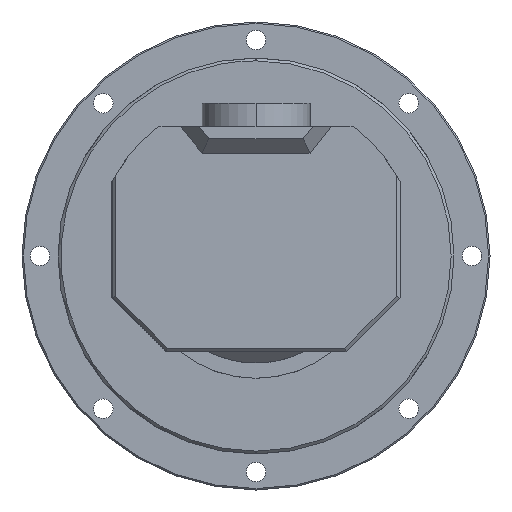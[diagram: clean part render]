
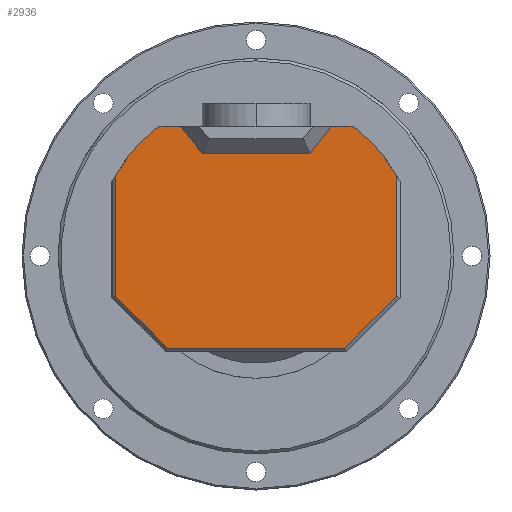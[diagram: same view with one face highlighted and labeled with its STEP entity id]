
A CAD part, left-side view. The second image highlights one B-rep face of the part: STEP entity #2936.
In plain terms, the highlighted planar face has unit normal (-1, 0, 0).
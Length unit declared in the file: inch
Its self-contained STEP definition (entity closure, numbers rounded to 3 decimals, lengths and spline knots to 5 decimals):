
#32 = CARTESIAN_POINT ( 'NONE',  ( -1.35018, -0.52457, 0.90066 ) ) ;
#71 = CARTESIAN_POINT ( 'NONE',  ( -1.35018, -0.97501, -0.28003 ) ) ;
#88 = VERTEX_POINT ( 'NONE', #6398 ) ;
#123 = VECTOR ( 'NONE', #3069, 39.37008 ) ;
#151 = VECTOR ( 'NONE', #5163, 39.37008 ) ;
#205 = VECTOR ( 'NONE', #8582, 39.37008 ) ;
#206 = LINE ( 'NONE', #4473, #2322 ) ;
#216 = EDGE_CURVE ( 'NONE', #7480, #6060, #292, .T. ) ;
#292 = LINE ( 'NONE', #1058, #123 ) ;
#717 = ORIENTED_EDGE ( 'NONE', *, *, #4082, .T. ) ;
#884 = VECTOR ( 'NONE', #1291, 39.37008 ) ;
#956 = CARTESIAN_POINT ( 'NONE',  ( -1.35018, 0.97499, 0. ) ) ;
#1058 = CARTESIAN_POINT ( 'NONE',  ( -1.35018, 0.37499, 0.71316 ) ) ;
#1199 = VECTOR ( 'NONE', #6148, 39.37008 ) ;
#1258 = ORIENTED_EDGE ( 'NONE', *, *, #3296, .T. ) ;
#1288 = DIRECTION ( 'NONE',  ( 1., 0., 0. ) ) ;
#1291 = DIRECTION ( 'NONE',  ( 0., 1., 0. ) ) ;
#1309 = ORIENTED_EDGE ( 'NONE', *, *, #6959, .T. ) ;
#1353 = ORIENTED_EDGE ( 'NONE', *, *, #2907, .T. ) ;
#1515 = VERTEX_POINT ( 'NONE', #8204 ) ;
#1749 = ORIENTED_EDGE ( 'NONE', *, *, #216, .T. ) ;
#1776 = LINE ( 'NONE', #6658, #6525 ) ;
#1777 = DIRECTION ( 'NONE',  ( 0., -0.707, 0.707 ) ) ;
#1795 = EDGE_CURVE ( 'NONE', #6073, #6460, #1776, .T. ) ;
#1958 = VERTEX_POINT ( 'NONE', #6160 ) ;
#1969 = CARTESIAN_POINT ( 'NONE',  ( -1.35018, -0.00001, 0. ) ) ;
#2022 = CARTESIAN_POINT ( 'NONE',  ( -1.35018, 0.99999, 0.90066 ) ) ;
#2106 = CIRCLE ( 'NONE', #5895, 1.125 ) ;
#2322 = VECTOR ( 'NONE', #1777, 39.37008 ) ;
#2667 = DIRECTION ( 'NONE',  ( 0., 0., -1. ) ) ;
#2696 = VERTEX_POINT ( 'NONE', #71 ) ;
#2868 = VECTOR ( 'NONE', #4374, 39.37008 ) ;
#2907 = EDGE_CURVE ( 'NONE', #4489, #2696, #206, .T. ) ;
#2925 = LINE ( 'NONE', #5677, #5962 ) ;
#2936 = ADVANCED_FACE ( 'NONE', ( #5088 ), #3111, .F. ) ;
#3020 = DIRECTION ( 'NONE',  ( 1., 0., 0. ) ) ;
#3069 = DIRECTION ( 'NONE',  ( 0., 1., 0. ) ) ;
#3099 = DIRECTION ( 'NONE',  ( 0., 0., -1. ) ) ;
#3107 = EDGE_CURVE ( 'NONE', #88, #7480, #2925, .T. ) ;
#3111 = PLANE ( 'NONE',  #6841 ) ;
#3250 = EDGE_CURVE ( 'NONE', #8233, #6073, #3777, .T. ) ;
#3296 = EDGE_CURVE ( 'NONE', #6460, #4489, #6429, .T. ) ;
#3373 = CARTESIAN_POINT ( 'NONE',  ( -1.35018, 0.97499, -0.28003 ) ) ;
#3510 = CARTESIAN_POINT ( 'NONE',  ( -1.35018, -0.61465, -0.64039 ) ) ;
#3710 = ORIENTED_EDGE ( 'NONE', *, *, #8091, .F. ) ;
#3777 = LINE ( 'NONE', #956, #7002 ) ;
#4066 = CARTESIAN_POINT ( 'NONE',  ( -1.35018, -0.97501, 0.56125 ) ) ;
#4070 = DIRECTION ( 'NONE',  ( 0., 0., -1. ) ) ;
#4082 = EDGE_CURVE ( 'NONE', #6367, #1958, #7686, .T. ) ;
#4219 = ORIENTED_EDGE ( 'NONE', *, *, #7466, .T. ) ;
#4374 = DIRECTION ( 'NONE',  ( 0., 0.624, 0.782 ) ) ;
#4380 = AXIS2_PLACEMENT_3D ( 'NONE', #6126, #8248, #2667 ) ;
#4473 = CARTESIAN_POINT ( 'NONE',  ( -1.35018, -0.62752, -0.62752 ) ) ;
#4489 = VERTEX_POINT ( 'NONE', #3510 ) ;
#5047 = ORIENTED_EDGE ( 'NONE', *, *, #3107, .T. ) ;
#5088 = FACE_OUTER_BOUND ( 'NONE', #5127, .T. ) ;
#5127 = EDGE_LOOP ( 'NONE', ( #1353, #1309, #3710, #4219, #5047, #1749, #6946, #717, #7802, #6456, #6196, #1258 ) ) ;
#5156 = EDGE_CURVE ( 'NONE', #8233, #1958, #7894, .T. ) ;
#5163 = DIRECTION ( 'NONE',  ( 0., -1., 0. ) ) ;
#5169 = CARTESIAN_POINT ( 'NONE',  ( -1.35018, 0.97499, 0.56125 ) ) ;
#5379 = LINE ( 'NONE', #5431, #1199 ) ;
#5431 = CARTESIAN_POINT ( 'NONE',  ( -1.35018, -0.97501, 0. ) ) ;
#5677 = CARTESIAN_POINT ( 'NONE',  ( -1.35018, -0.37501, 0.71316 ) ) ;
#5762 = VERTEX_POINT ( 'NONE', #4066 ) ;
#5895 = AXIS2_PLACEMENT_3D ( 'NONE', #1969, #1288, #4070 ) ;
#5897 = CARTESIAN_POINT ( 'NONE',  ( -1.35018, -0.00001, 0. ) ) ;
#5962 = VECTOR ( 'NONE', #6385, 39.37008 ) ;
#6060 = VERTEX_POINT ( 'NONE', #7580 ) ;
#6073 = VERTEX_POINT ( 'NONE', #3373 ) ;
#6126 = CARTESIAN_POINT ( 'NONE',  ( -1.35018, -0.00001, 0. ) ) ;
#6148 = DIRECTION ( 'NONE',  ( 0., 0., 1. ) ) ;
#6160 = CARTESIAN_POINT ( 'NONE',  ( -1.35018, 0.67411, 0.90066 ) ) ;
#6196 = ORIENTED_EDGE ( 'NONE', *, *, #1795, .T. ) ;
#6271 = LINE ( 'NONE', #32, #205 ) ;
#6367 = VERTEX_POINT ( 'NONE', #8151 ) ;
#6385 = DIRECTION ( 'NONE',  ( 0., 0.624, -0.782 ) ) ;
#6398 = CARTESIAN_POINT ( 'NONE',  ( -1.35018, -0.52457, 0.90066 ) ) ;
#6429 = LINE ( 'NONE', #7861, #151 ) ;
#6456 = ORIENTED_EDGE ( 'NONE', *, *, #3250, .T. ) ;
#6460 = VERTEX_POINT ( 'NONE', #8431 ) ;
#6525 = VECTOR ( 'NONE', #8235, 39.37008 ) ;
#6527 = DIRECTION ( 'NONE',  ( 0., 0., -1. ) ) ;
#6658 = CARTESIAN_POINT ( 'NONE',  ( -1.35018, 0.62751, -0.62752 ) ) ;
#6841 = AXIS2_PLACEMENT_3D ( 'NONE', #5897, #3020, #6527 ) ;
#6946 = ORIENTED_EDGE ( 'NONE', *, *, #8743, .T. ) ;
#6959 = EDGE_CURVE ( 'NONE', #2696, #5762, #5379, .T. ) ;
#7002 = VECTOR ( 'NONE', #3099, 39.37008 ) ;
#7466 = EDGE_CURVE ( 'NONE', #1515, #88, #6271, .T. ) ;
#7480 = VERTEX_POINT ( 'NONE', #8673 ) ;
#7580 = CARTESIAN_POINT ( 'NONE',  ( -1.35018, 0.37499, 0.71316 ) ) ;
#7686 = LINE ( 'NONE', #2022, #884 ) ;
#7802 = ORIENTED_EDGE ( 'NONE', *, *, #5156, .F. ) ;
#7861 = CARTESIAN_POINT ( 'NONE',  ( -1.35018, -0.00001, -0.64039 ) ) ;
#7894 = CIRCLE ( 'NONE', #4380, 1.125 ) ;
#7991 = LINE ( 'NONE', #8676, #2868 ) ;
#8091 = EDGE_CURVE ( 'NONE', #1515, #5762, #2106, .T. ) ;
#8151 = CARTESIAN_POINT ( 'NONE',  ( -1.35018, 0.52455, 0.90066 ) ) ;
#8204 = CARTESIAN_POINT ( 'NONE',  ( -1.35018, -0.67413, 0.90066 ) ) ;
#8233 = VERTEX_POINT ( 'NONE', #5169 ) ;
#8235 = DIRECTION ( 'NONE',  ( 0., -0.707, -0.707 ) ) ;
#8248 = DIRECTION ( 'NONE',  ( 1., 0., 0. ) ) ;
#8431 = CARTESIAN_POINT ( 'NONE',  ( -1.35018, 0.61464, -0.64039 ) ) ;
#8582 = DIRECTION ( 'NONE',  ( 0., 1., 0. ) ) ;
#8673 = CARTESIAN_POINT ( 'NONE',  ( -1.35018, -0.37501, 0.71316 ) ) ;
#8676 = CARTESIAN_POINT ( 'NONE',  ( -1.35018, 0.52455, 0.90066 ) ) ;
#8743 = EDGE_CURVE ( 'NONE', #6060, #6367, #7991, .T. ) ;
